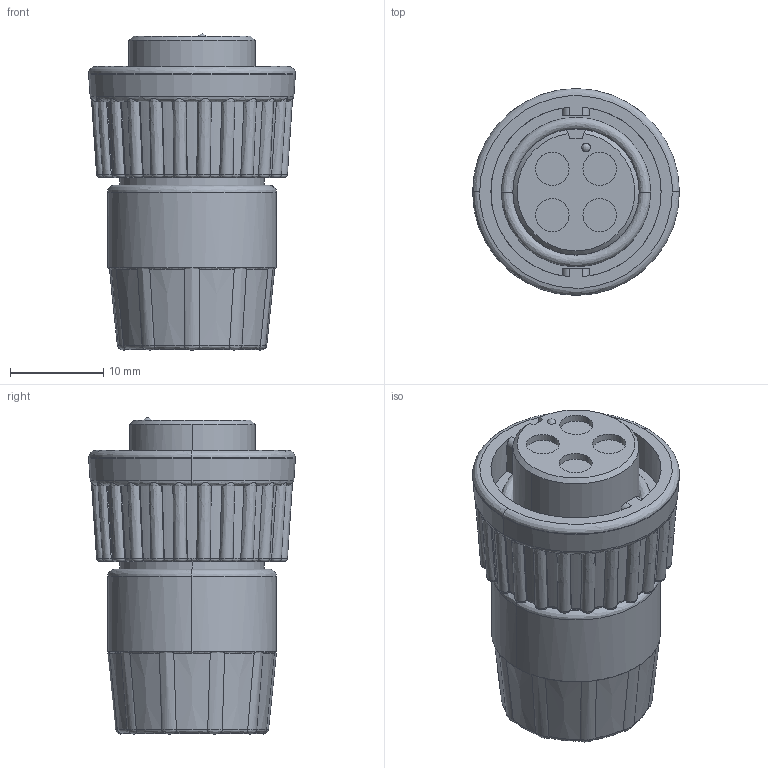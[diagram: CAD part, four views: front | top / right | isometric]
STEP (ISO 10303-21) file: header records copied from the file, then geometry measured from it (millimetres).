
FILE_DESCRIPTION (( 'STEP AP203' ), '1' );
FILE_NAME ('3180-4SG-3DC.STEP', '2013-01-18T19:51:26', ( 'J0FPBF1' ), ( '' ), 'SwSTEP 2.0', 'SolidWorks 2012', '' );
FILE_SCHEMA (( 'CONFIG_CONTROL_DESIGN' ));
Length unit declared in the file: inch
Products named in the file (1): 3180-4SG-3DC
Bounding box: 22.23 x 22.23 x 33.98 mm (x, y, z)
Volume: 8275.8 mm3; surface area: 3474.8 mm2
Topology: 1 solids, 1 shells, 284 faces, 769 edges, 498 vertices
Faces by surface type: bspline 162, plane 56, cone 39, cylinder 27
Entity records: 14134 total; most frequent: CARTESIAN_POINT 8547, ORIENTED_EDGE 1538, EDGE_CURVE 769, DIRECTION 691, VERTEX_POINT 498, B_SPLINE_CURVE_WITH_KNOTS 361, AXIS2_PLACEMENT_3D 304, EDGE_LOOP 295
